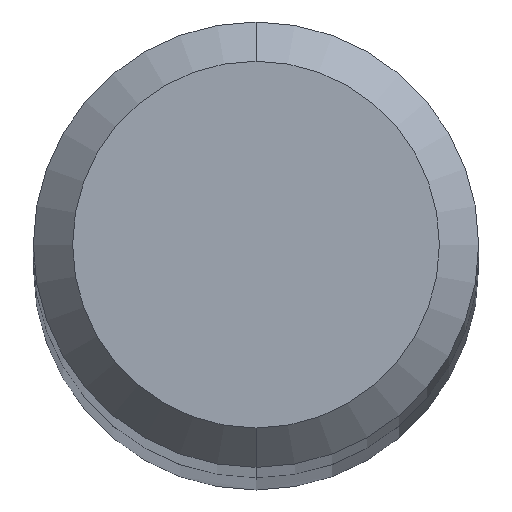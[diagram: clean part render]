
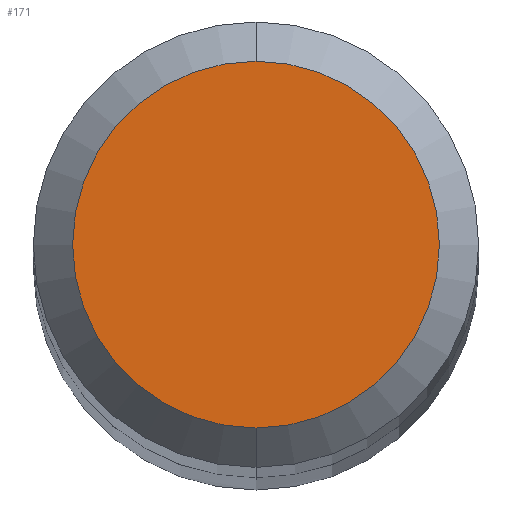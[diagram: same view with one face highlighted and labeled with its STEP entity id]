
A CAD part, top view. The second image highlights one B-rep face of the part: STEP entity #171.
In plain terms, the highlighted planar face has unit normal (0, 0, 1).
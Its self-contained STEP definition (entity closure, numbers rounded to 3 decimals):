
#171=ADVANCED_FACE('',(#433),#434,.T.);
#201=EDGE_CURVE('',#317,#371,#469,.T.);
#253=EDGE_CURVE('',#371,#317,#525,.T.);
#317=VERTEX_POINT('',#593);
#371=VERTEX_POINT('',#653);
#433=FACE_OUTER_BOUND('',#739,.T.);
#434=PLANE('',#740);
#469=CIRCLE('',#788,1.4);
#525=CIRCLE('',#908,1.4);
#593=CARTESIAN_POINT('',(0.0,1.4,43.0));
#653=CARTESIAN_POINT('',(0.,-1.4,43.0));
#739=EDGE_LOOP('',(#1320,#1321));
#740=AXIS2_PLACEMENT_3D('',#1322,#1323,#1324);
#788=AXIS2_PLACEMENT_3D('',#1376,#1377,#1378);
#908=AXIS2_PLACEMENT_3D('',#1436,#1437,#1438);
#1320=ORIENTED_EDGE('',*,*,#201,.F.);
#1321=ORIENTED_EDGE('',*,*,#253,.F.);
#1322=CARTESIAN_POINT('',(0.0,0.7,43.0));
#1323=DIRECTION('',(-0.0,0.0,1.0));
#1324=DIRECTION('',(0.0,-1.0,0.0));
#1376=CARTESIAN_POINT('',(0.0,0.0,43.0));
#1377=DIRECTION('',(0.0,0.0,-1.0));
#1378=DIRECTION('',(0.0,1.0,0.0));
#1436=CARTESIAN_POINT('',(0.0,0.0,43.0));
#1437=DIRECTION('',(0.0,0.0,-1.0));
#1438=DIRECTION('',(0.0,1.0,0.0));
